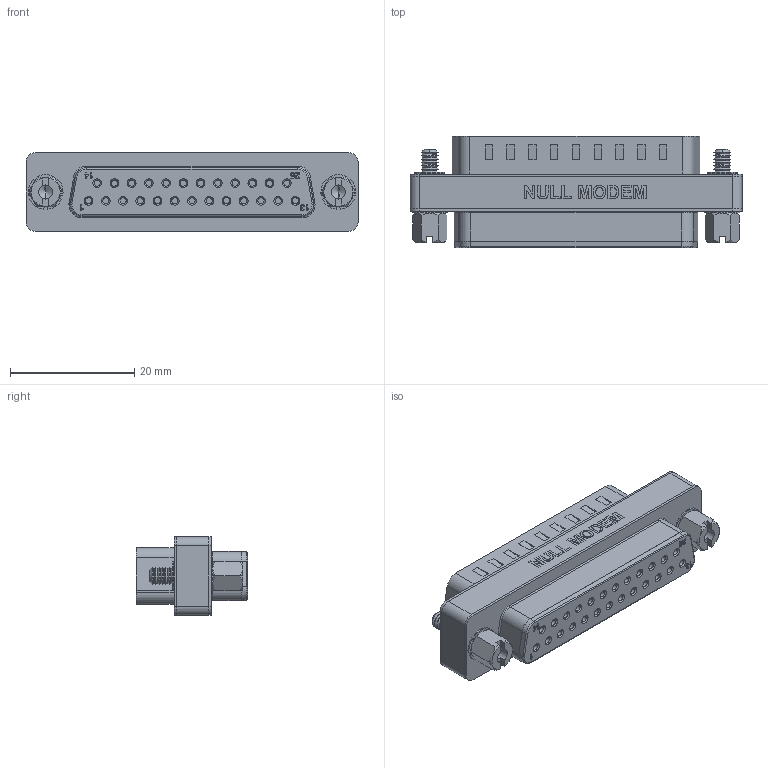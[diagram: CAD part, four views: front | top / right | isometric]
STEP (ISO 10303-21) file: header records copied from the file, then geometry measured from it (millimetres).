
FILE_DESCRIPTION (( 'STEP AP203' ), '1' );
FILE_NAME ('DMA071MF.STEP', '2014-10-03T12:25:30', ( 'x' ), ( '' ), 'SwSTEP 2.0', 'SolidWorks 2014', '' );
FILE_SCHEMA (( 'CONFIG_CONTROL_DESIGN' ));
Length unit declared in the file: millimetre
Products named in the file (6): DMA070MF-MA1___; DMA070MF-MA2___; 3AA05-002_10.2mm Long (DMAxxx); DML015P-MA5; DMA071MF
Assembly tree (7 placements, depth 2):
  DMA071MF
    DMA071MF
    DMA070MF-MA1___
    DMA070MF-MA2___
    3AA05-002_10.2mm Long (DMAxxx)  x2
    DML015P-MA5  x2
Bounding box: 53.35 x 17.95 x 12.65 mm (x, y, z)
Volume: 6089.3 mm3; surface area: 7936.4 mm2
Topology: 7 solids, 7 shells, 1238 faces, 2976 edges, 1848 vertices
Faces by surface type: plane 567, cylinder 277, bspline 158, cone 115, torus 63, sphere 58
Entity records: 38190 total; most frequent: CARTESIAN_POINT 14127, ORIENTED_EDGE 4914, DIRECTION 4549, EDGE_CURVE 2457, VERTEX_POINT 1563, LINE 1521, VECTOR 1521, AXIS2_PLACEMENT_3D 1514
